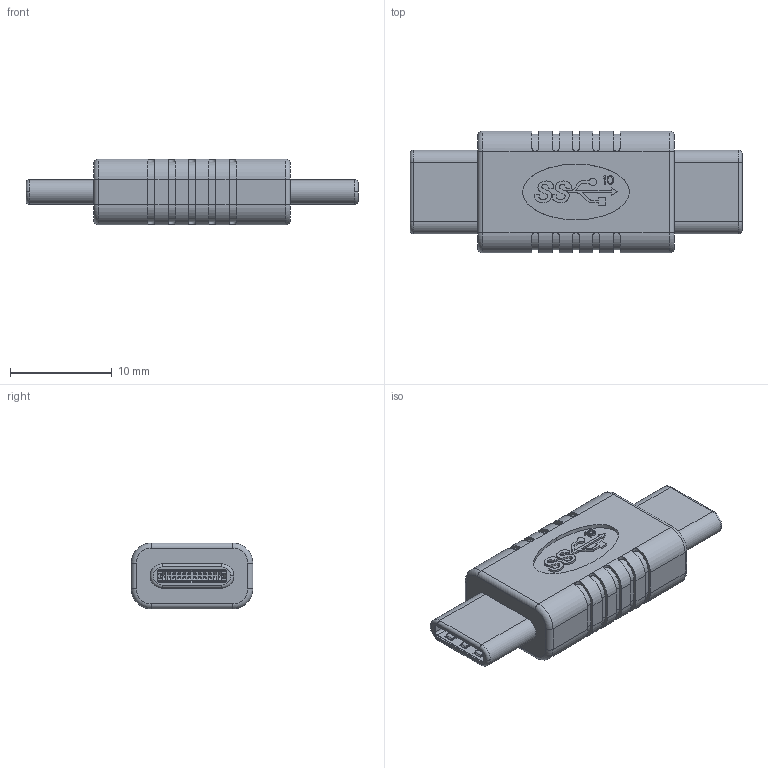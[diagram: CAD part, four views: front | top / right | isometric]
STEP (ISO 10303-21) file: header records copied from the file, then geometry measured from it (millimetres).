
FILE_DESCRIPTION (( 'STEP AP214' ), '1' );
FILE_NAME ('LU3CMCM_3D.step', '2024-10-10T21:22:24', ( '' ), ( '' ), 'SwSTEP 2.0', 'SolidWorks 2022', '' );
FILE_SCHEMA (( 'AUTOMOTIVE_DESIGN' ));
Length unit declared in the file: inch
Products named in the file (24): LU3CMCM_3D; PRT0009^ASM0004_ASM_ASM0003_ASM_ASM0002_ASM_ASM0001_ASM(2)_164-195-U2CMCM- TYPE CM TO CM 注塑款(2)_LU3CMCM; PRT0011^ASM0004_ASM_ASM0003_ASM_ASM0002_ASM_ASM0001_ASM(2)_164-195-U2CMCM- TYPE CM TO CM 注塑款(2)_LU3CMCM; ASM0003_ASM^ASM0002_ASM_ASM0001_ASM(2)_164-195-U2CMCM- TYPE CM TO CM 注塑款(2)_LU3CMCM; PRT0010^ASM0004_ASM_ASM0003_ASM_ASM0002_ASM_ASM0001_ASM(2)_164-195-U2CMCM- TYPE CM TO CM 注塑款(2)_LU3CMCM; ASM0001_ASM(2)^164-195-U2CMCM- TYPE CM TO CM 注塑款(2)_LU3CMCM; PRT0004^ASM0004_ASM_ASM0003_ASM_ASM0002_ASM_ASM0001_ASM(2)_164-195-U2CMCM- TYPE CM TO CM 注塑款(2)_LU3CMCM; PRT0002^ASM0003_ASM_ASM0002_ASM_ASM0001_ASM(2)_164-195-U2CMCM- TYPE CM TO CM 注塑款(2)_LU3CMCM; PRT0012^ASM0004_ASM_ASM0003_ASM_ASM0002_ASM_ASM0001_ASM(2)_164-195-U2CMCM- TYPE CM TO CM 注塑款(2)_LU3CMCM; PRT0006^ASM0004_ASM_ASM0003_ASM_ASM0002_ASM_ASM0001_ASM(2)_164-195-U2CMCM- TYPE CM TO CM 注塑款(2)_LU3CMCM; PRT0014^ASM0004_ASM_ASM0003_ASM_ASM0002_ASM_ASM0001_ASM(2)_164-195-U2CMCM- TYPE CM TO CM 注塑款(2)_LU3CMCM; PRT0003^ASM0003_ASM_ASM0002_ASM_ASM0001_ASM(2)_164-195-U2CMCM- TYPE CM TO CM 注塑款(2)_LU3CMCM; TYPE180^164-195-U2CMCM- TYPE CM TO CM 注塑款(2)_LU3CMCM; PRT0017^ASM0003_ASM_ASM0002_ASM_ASM0001_ASM(2)_164-195-U2CMCM- TYPE CM TO CM 注塑款(2)_LU3CMCM; PRT0015^ASM0004_ASM_ASM0003_ASM_ASM0002_ASM_ASM0001_ASM(2)_164-195-U2CMCM- TYPE CM TO CM 注塑款(2)_LU3CMCM; PRT0016^ASM0003_ASM_ASM0002_ASM_ASM0001_ASM(2)_164-195-U2CMCM- TYPE CM TO CM 注塑款(2)_LU3CMCM; PRT0001^ASM0003_ASM_ASM0002_ASM_ASM0001_ASM(2)_164-195-U2CMCM- TYPE CM TO CM 注塑款(2)_LU3CMCM; ASM0002_ASM^ASM0001_ASM(2)_164-195-U2CMCM- TYPE CM TO CM 注塑款(2)_LU3CMCM; ASM0004_ASM^ASM0003_ASM_ASM0002_ASM_ASM0001_ASM(2)_164-195-U2CMCM- TYPE CM TO CM 注塑款(2)_LU3CMCM; 164-195-U2CMCM- TYPE CM TO CM 注塑款(2)^LU3CMCM; PRT0005^ASM0004_ASM_ASM0003_ASM_ASM0002_ASM_ASM0001_ASM(2)_164-195-U2CMCM- TYPE CM TO CM 注塑款(2)_LU3CMCM; PRT0007^ASM0004_ASM_ASM0003_ASM_ASM0002_ASM_ASM0001_ASM(2)_164-195-U2CMCM- TYPE CM TO CM 注塑款(2)_LU3CMCM; PRT0008^ASM0004_ASM_ASM0003_ASM_ASM0002_ASM_ASM0001_ASM(2)_164-195-U2CMCM- TYPE CM TO CM 注塑款(2)_LU3CMCM; PRT0013^ASM0004_ASM_ASM0003_ASM_ASM0002_ASM_ASM0001_ASM(2)_164-195-U2CMCM- TYPE CM TO CM 注塑款(2)_LU3CMCM
Assembly tree (27 placements, depth 7):
  LU3CMCM_3D
    164-195-U2CMCM- TYPE CM TO CM 注塑款(2)^LU3CMCM
      ASM0001_ASM(2)^164-195-U2CMCM- TYPE CM TO CM 注塑款(2)_LU3CMCM  x2
        ASM0002_ASM^ASM0001_ASM(2)_164-195-U2CMCM- TYPE CM TO CM 注塑款(2)_LU3CMCM
          ASM0003_ASM^ASM0002_ASM_ASM0001_ASM(2)_164-195-U2CMCM- TYPE CM TO CM 注塑款(2)_LU3CMCM
            ASM0004_ASM^ASM0003_ASM_ASM0002_ASM_ASM0001_ASM(2)_164-195-U2CMCM- TYPE CM TO CM 注塑款(2)_LU3CMCM  x2
              PRT0004^ASM0004_ASM_ASM0003_ASM_ASM0002_ASM_ASM0001_ASM(2)_164-195-U2CMCM- TYPE CM TO CM 注塑款(2)_LU3CMCM
              PRT0005^ASM0004_ASM_ASM0003_ASM_ASM0002_ASM_ASM0001_ASM(2)_164-195-U2CMCM- TYPE CM TO CM 注塑款(2)_LU3CMCM
              PRT0006^ASM0004_ASM_ASM0003_ASM_ASM0002_ASM_ASM0001_ASM(2)_164-195-U2CMCM- TYPE CM TO CM 注塑款(2)_LU3CMCM
              PRT0007^ASM0004_ASM_ASM0003_ASM_ASM0002_ASM_ASM0001_ASM(2)_164-195-U2CMCM- TYPE CM TO CM 注塑款(2)_LU3CMCM
              PRT0008^ASM0004_ASM_ASM0003_ASM_ASM0002_ASM_ASM0001_ASM(2)_164-195-U2CMCM- TYPE CM TO CM 注塑款(2)_LU3CMCM
              PRT0009^ASM0004_ASM_ASM0003_ASM_ASM0002_ASM_ASM0001_ASM(2)_164-195-U2CMCM- TYPE CM TO CM 注塑款(2)_LU3CMCM
              PRT0010^ASM0004_ASM_ASM0003_ASM_ASM0002_ASM_ASM0001_ASM(2)_164-195-U2CMCM- TYPE CM TO CM 注塑款(2)_LU3CMCM
              PRT0011^ASM0004_ASM_ASM0003_ASM_ASM0002_ASM_ASM0001_ASM(2)_164-195-U2CMCM- TYPE CM TO CM 注塑款(2)_LU3CMCM
              PRT0012^ASM0004_ASM_ASM0003_ASM_ASM0002_ASM_ASM0001_ASM(2)_164-195-U2CMCM- TYPE CM TO CM 注塑款(2)_LU3CMCM
              PRT0013^ASM0004_ASM_ASM0003_ASM_ASM0002_ASM_ASM0001_ASM(2)_164-195-U2CMCM- TYPE CM TO CM 注塑款(2)_LU3CMCM
              PRT0014^ASM0004_ASM_ASM0003_ASM_ASM0002_ASM_ASM0001_ASM(2)_164-195-U2CMCM- TYPE CM TO CM 注塑款(2)_LU3CMCM
              PRT0015^ASM0004_ASM_ASM0003_ASM_ASM0002_ASM_ASM0001_ASM(2)_164-195-U2CMCM- TYPE CM TO CM 注塑款(2)_LU3CMCM
            PRT0001^ASM0003_ASM_ASM0002_ASM_ASM0001_ASM(2)_164-195-U2CMCM- TYPE CM TO CM 注塑款(2)_LU3CMCM
            PRT0002^ASM0003_ASM_ASM0002_ASM_ASM0001_ASM(2)_164-195-U2CMCM- TYPE CM TO CM 注塑款(2)_LU3CMCM  x2
            PRT0003^ASM0003_ASM_ASM0002_ASM_ASM0001_ASM(2)_164-195-U2CMCM- TYPE CM TO CM 注塑款(2)_LU3CMCM
            PRT0016^ASM0003_ASM_ASM0002_ASM_ASM0001_ASM(2)_164-195-U2CMCM- TYPE CM TO CM 注塑款(2)_LU3CMCM  x2
            PRT0017^ASM0003_ASM_ASM0002_ASM_ASM0001_ASM(2)_164-195-U2CMCM- TYPE CM TO CM 注塑款(2)_LU3CMCM
      TYPE180^164-195-U2CMCM- TYPE CM TO CM 注塑款(2)_LU3CMCM
Bounding box: 32.7 x 12 x 6.5 mm (x, y, z)
Volume: 1300.5 mm3; surface area: 3668.6 mm2
Topology: 63 solids, 63 shells, 3814 faces, 10936 edges, 7063 vertices
Faces by surface type: plane 2724, cylinder 949, bspline 83, torus 50, cone 8
Entity records: 51227 total; most frequent: CARTESIAN_POINT 11404, ORIENTED_EDGE 8552, DIRECTION 7546, EDGE_CURVE 4276, LINE 3310, VECTOR 3310, VERTEX_POINT 2741, AXIS2_PLACEMENT_3D 2118
